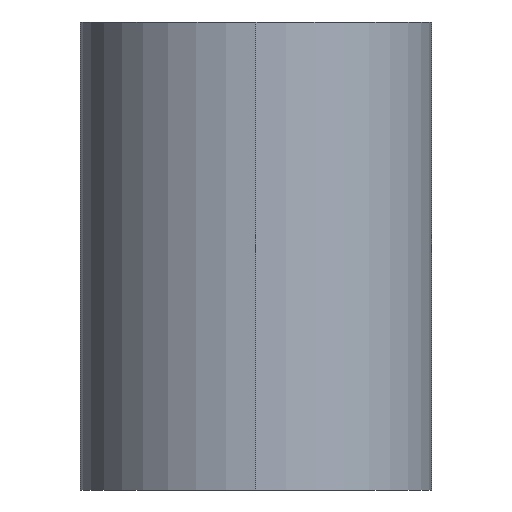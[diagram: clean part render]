
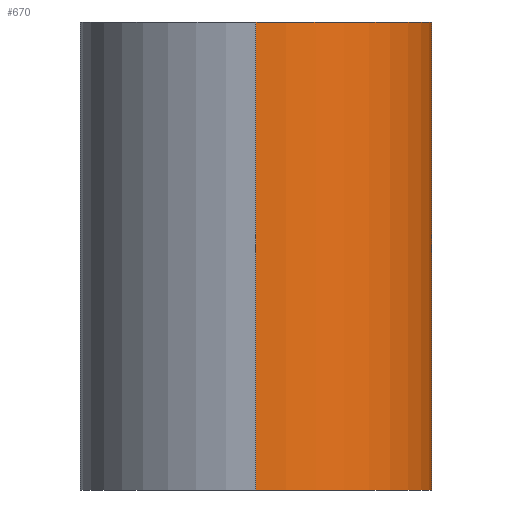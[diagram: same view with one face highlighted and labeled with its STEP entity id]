
A CAD part, left-side view. The second image highlights one B-rep face of the part: STEP entity #670.
In plain terms, the highlighted cylindrical face has radius 3 mm (diameter 6 mm), a partial arc.
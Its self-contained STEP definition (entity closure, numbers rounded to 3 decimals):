
#7 = AXIS2_PLACEMENT_3D ( 'NONE', #159, #74, #476 ) ;
#11 = EDGE_CURVE ( 'NONE', #1006, #94, #26, .T. ) ;
#14 = ORIENTED_EDGE ( 'NONE', *, *, #820, .F. ) ;
#22 = VECTOR ( 'NONE', #610, 1000. ) ;
#26 = LINE ( 'NONE', #418, #572 ) ;
#68 = CARTESIAN_POINT ( 'NONE',  ( -8., -3., 8. ) ) ;
#74 = DIRECTION ( 'NONE',  ( 0., 0., 1. ) ) ;
#94 = VERTEX_POINT ( 'NONE', #549 ) ;
#115 = DIRECTION ( 'NONE',  ( 0., 0., -1. ) ) ;
#128 = DIRECTION ( 'NONE',  ( 0., 0., -1. ) ) ;
#150 = AXIS2_PLACEMENT_3D ( 'NONE', #366, #128, #941 ) ;
#159 = CARTESIAN_POINT ( 'NONE',  ( -8., 0., 8. ) ) ;
#171 = CIRCLE ( 'NONE', #487, 3. ) ;
#208 = ORIENTED_EDGE ( 'NONE', *, *, #11, .T. ) ;
#236 = DIRECTION ( 'NONE',  ( 1., 0., 0. ) ) ;
#344 = CARTESIAN_POINT ( 'NONE',  ( -8., -3., 0. ) ) ;
#366 = CARTESIAN_POINT ( 'NONE',  ( -8., 0., 8. ) ) ;
#418 = CARTESIAN_POINT ( 'NONE',  ( -11., 0., 8. ) ) ;
#459 = LINE ( 'NONE', #68, #22 ) ;
#476 = DIRECTION ( 'NONE',  ( 1., 0., 0. ) ) ;
#487 = AXIS2_PLACEMENT_3D ( 'NONE', #539, #877, #236 ) ;
#497 = CARTESIAN_POINT ( 'NONE',  ( -8., -3., 8. ) ) ;
#499 = VERTEX_POINT ( 'NONE', #497 ) ;
#539 = CARTESIAN_POINT ( 'NONE',  ( -8., 0., 0. ) ) ;
#549 = CARTESIAN_POINT ( 'NONE',  ( -11., 0., 0. ) ) ;
#572 = VECTOR ( 'NONE', #115, 1000. ) ;
#586 = VERTEX_POINT ( 'NONE', #344 ) ;
#602 = EDGE_CURVE ( 'NONE', #499, #586, #459, .T. ) ;
#610 = DIRECTION ( 'NONE',  ( 0., 0., -1. ) ) ;
#624 = CYLINDRICAL_SURFACE ( 'NONE', #150, 3. ) ;
#670 = ADVANCED_FACE ( 'NONE', ( #853 ), #624, .T. ) ;
#752 = EDGE_LOOP ( 'NONE', ( #14, #208, #952, #1029 ) ) ;
#813 = CIRCLE ( 'NONE', #7, 3. ) ;
#820 = EDGE_CURVE ( 'NONE', #1006, #499, #813, .T. ) ;
#853 = FACE_OUTER_BOUND ( 'NONE', #752, .T. ) ;
#877 = DIRECTION ( 'NONE',  ( 0., 0., 1. ) ) ;
#932 = CARTESIAN_POINT ( 'NONE',  ( -11., 0., 8. ) ) ;
#941 = DIRECTION ( 'NONE',  ( -1., 0., 0. ) ) ;
#952 = ORIENTED_EDGE ( 'NONE', *, *, #957, .T. ) ;
#957 = EDGE_CURVE ( 'NONE', #94, #586, #171, .T. ) ;
#1006 = VERTEX_POINT ( 'NONE', #932 ) ;
#1029 = ORIENTED_EDGE ( 'NONE', *, *, #602, .F. ) ;
